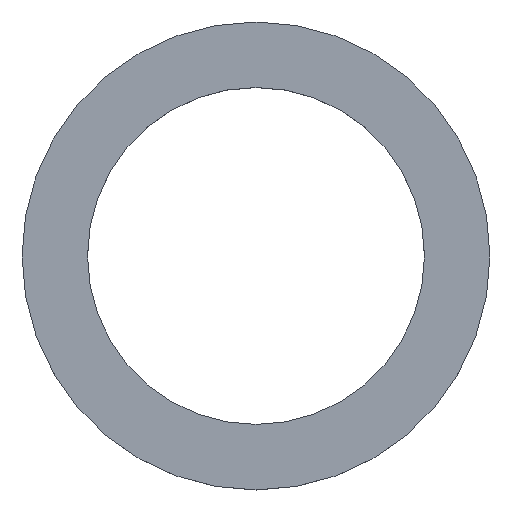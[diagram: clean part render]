
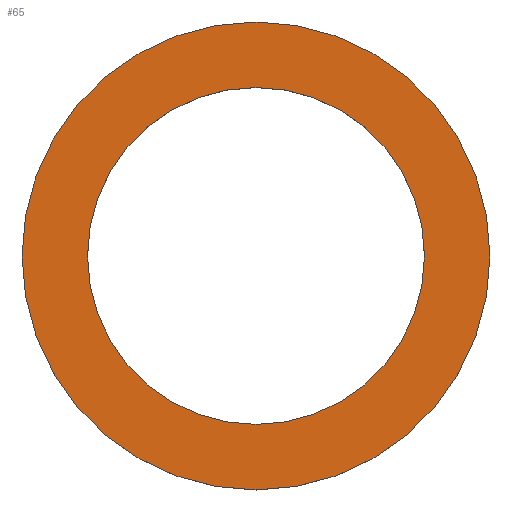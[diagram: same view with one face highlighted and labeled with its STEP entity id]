
A CAD part, top view. The second image highlights one B-rep face of the part: STEP entity #65.
In plain terms, the highlighted planar face has unit normal (0, 0, 1).
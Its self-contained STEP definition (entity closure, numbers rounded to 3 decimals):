
#10 = VERTEX_POINT ( 'NONE', #140 ) ;
#11 = FACE_BOUND ( 'NONE', #266, .T. ) ;
#15 = PLANE ( 'NONE',  #77 ) ;
#27 = EDGE_CURVE ( 'NONE', #74, #273, #221, .T. ) ;
#53 = DIRECTION ( 'NONE',  ( 0., 0., -1. ) ) ;
#54 = EDGE_LOOP ( 'NONE', ( #203, #136 ) ) ;
#55 = DIRECTION ( 'NONE',  ( -1., 0., 0. ) ) ;
#56 = CIRCLE ( 'NONE', #175, 17.5 ) ;
#58 = EDGE_CURVE ( 'NONE', #273, #74, #170, .T. ) ;
#63 = CARTESIAN_POINT ( 'NONE',  ( 0., 0., 2. ) ) ;
#65 = ADVANCED_FACE ( 'NONE', ( #268, #11 ), #15, .F. ) ;
#69 = ORIENTED_EDGE ( 'NONE', *, *, #58, .T. ) ;
#70 = CARTESIAN_POINT ( 'NONE',  ( 12.6, 0., 2. ) ) ;
#74 = VERTEX_POINT ( 'NONE', #70 ) ;
#77 = AXIS2_PLACEMENT_3D ( 'NONE', #138, #53, #201 ) ;
#79 = CARTESIAN_POINT ( 'NONE',  ( 0., 0., 2. ) ) ;
#91 = VERTEX_POINT ( 'NONE', #253 ) ;
#92 = DIRECTION ( 'NONE',  ( 0., 0., -1. ) ) ;
#104 = CIRCLE ( 'NONE', #144, 17.5 ) ;
#117 = EDGE_CURVE ( 'NONE', #91, #10, #104, .T. ) ;
#122 = CARTESIAN_POINT ( 'NONE',  ( 0., 0., 2. ) ) ;
#123 = DIRECTION ( 'NONE',  ( -1., 0., 0. ) ) ;
#133 = EDGE_CURVE ( 'NONE', #10, #91, #56, .T. ) ;
#135 = CARTESIAN_POINT ( 'NONE',  ( -12.6, 0., 2. ) ) ;
#136 = ORIENTED_EDGE ( 'NONE', *, *, #117, .F. ) ;
#138 = CARTESIAN_POINT ( 'NONE',  ( 17.5, 0., 2. ) ) ;
#140 = CARTESIAN_POINT ( 'NONE',  ( -17.5, 0., 2. ) ) ;
#143 = ORIENTED_EDGE ( 'NONE', *, *, #27, .T. ) ;
#144 = AXIS2_PLACEMENT_3D ( 'NONE', #79, #274, #169 ) ;
#156 = AXIS2_PLACEMENT_3D ( 'NONE', #181, #180, #160 ) ;
#160 = DIRECTION ( 'NONE',  ( -1., 0., 0. ) ) ;
#169 = DIRECTION ( 'NONE',  ( -1., 0., 0. ) ) ;
#170 = CIRCLE ( 'NONE', #156, 12.6 ) ;
#175 = AXIS2_PLACEMENT_3D ( 'NONE', #63, #238, #123 ) ;
#180 = DIRECTION ( 'NONE',  ( 0., 0., -1. ) ) ;
#181 = CARTESIAN_POINT ( 'NONE',  ( 0., 0., 2. ) ) ;
#200 = AXIS2_PLACEMENT_3D ( 'NONE', #122, #92, #55 ) ;
#201 = DIRECTION ( 'NONE',  ( -1., 0., 0. ) ) ;
#203 = ORIENTED_EDGE ( 'NONE', *, *, #133, .F. ) ;
#221 = CIRCLE ( 'NONE', #200, 12.6 ) ;
#238 = DIRECTION ( 'NONE',  ( 0., 0., -1. ) ) ;
#253 = CARTESIAN_POINT ( 'NONE',  ( 17.5, 0., 2. ) ) ;
#266 = EDGE_LOOP ( 'NONE', ( #69, #143 ) ) ;
#268 = FACE_OUTER_BOUND ( 'NONE', #54, .T. ) ;
#273 = VERTEX_POINT ( 'NONE', #135 ) ;
#274 = DIRECTION ( 'NONE',  ( 0., 0., -1. ) ) ;
